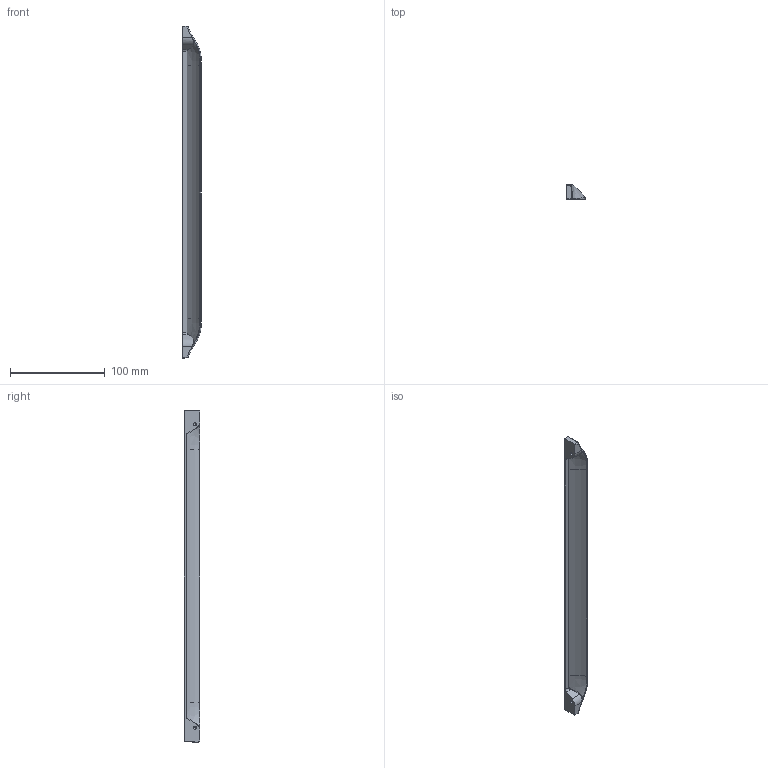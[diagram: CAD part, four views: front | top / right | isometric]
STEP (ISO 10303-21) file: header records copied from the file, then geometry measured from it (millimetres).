
FILE_DESCRIPTION(('Creo Elements/Direct Modeling STEP Export'),'2;1');
FILE_NAME('2447-350.stp','2019-04-02T 9:17:39',(''),(''),'Creo Elements/Direct Modeling STEP processor for AP214 (Solid Model)','Creo Elements/Direct Modeling 20.0 12-Nov-2016 (C) Parametric Technology GmbH','');
FILE_SCHEMA(('AUTOMOTIVE_DESIGN { 1 0 10303 214 1 1 1 1 }'));
Length unit declared in the file: millimetre
Products named in the file (2): 2447-350
Assembly tree (1 placements, depth 2):
  2447-350
    2447-350
Bounding box: 19.91 x 16 x 350 mm (x, y, z)
Volume: 21135 mm3; surface area: 19466.5 mm2
Topology: 1 solids, 1 shells, 70 faces, 166 edges, 96 vertices
Faces by surface type: bspline 34, cylinder 22, plane 10, cone 4
Entity records: 5563 total; most frequent: CARTESIAN_POINT 4266, ORIENTED_EDGE 320, EDGE_CURVE 160, DIRECTION 152, VERTEX_POINT 96, EDGE_LOOP 74, FACE_OUTER_BOUND 70, ADVANCED_FACE 70
